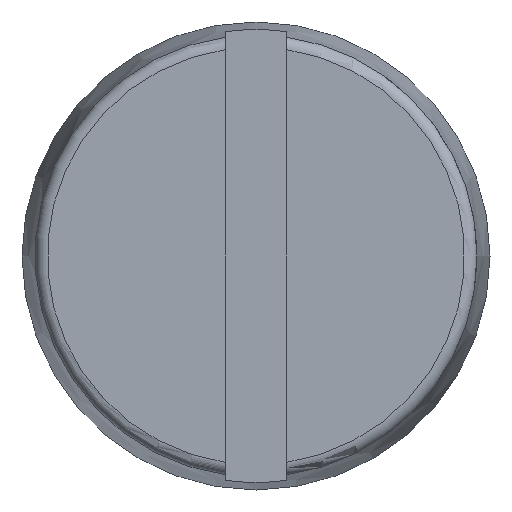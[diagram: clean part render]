
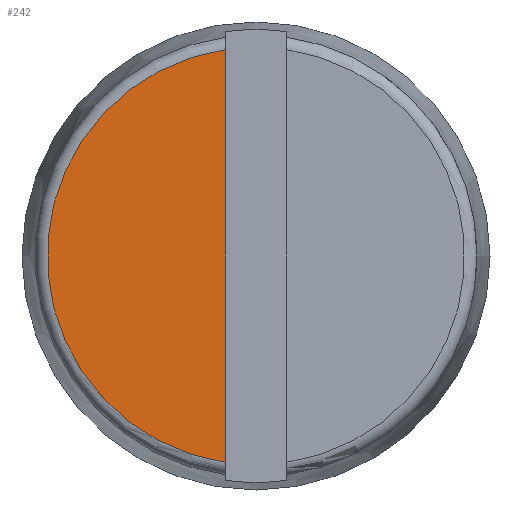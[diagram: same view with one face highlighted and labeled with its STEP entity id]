
A CAD part, left-side view. The second image highlights one B-rep face of the part: STEP entity #242.
In plain terms, the highlighted planar face has unit normal (-1, 0, 0).
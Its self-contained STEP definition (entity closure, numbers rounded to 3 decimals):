
#26=PLANE('',#283);
#37=FACE_OUTER_BOUND('',#51,.T.);
#51=EDGE_LOOP('',(#191,#192));
#67=LINE('',#444,#80);
#80=VECTOR('',#331,10.);
#93=CIRCLE('',#284,1.695);
#117=VERTEX_POINT('',#432);
#118=VERTEX_POINT('',#443);
#143=EDGE_CURVE('',#118,#117,#67,.T.);
#149=EDGE_CURVE('',#118,#117,#93,.T.);
#191=ORIENTED_EDGE('',*,*,#143,.T.);
#192=ORIENTED_EDGE('',*,*,#149,.F.);
#242=ADVANCED_FACE('',(#37),#26,.T.);
#283=AXIS2_PLACEMENT_3D('',#462,#340,#341);
#284=AXIS2_PLACEMENT_3D('',#463,#342,#343);
#331=DIRECTION('',(0.,0.,1.));
#340=DIRECTION('center_axis',(-1.,0.,0.));
#341=DIRECTION('ref_axis',(0.,0.,1.));
#342=DIRECTION('center_axis',(1.,0.,0.));
#343=DIRECTION('ref_axis',(0.,-1.,0.));
#432=CARTESIAN_POINT('',(-1.3,0.25,1.676));
#443=CARTESIAN_POINT('',(-1.3,0.25,-1.676));
#444=CARTESIAN_POINT('',(-1.3,0.25,0.));
#462=CARTESIAN_POINT('Origin',(-1.3,0.893,0.));
#463=CARTESIAN_POINT('Origin',(-1.3,0.,0.));
